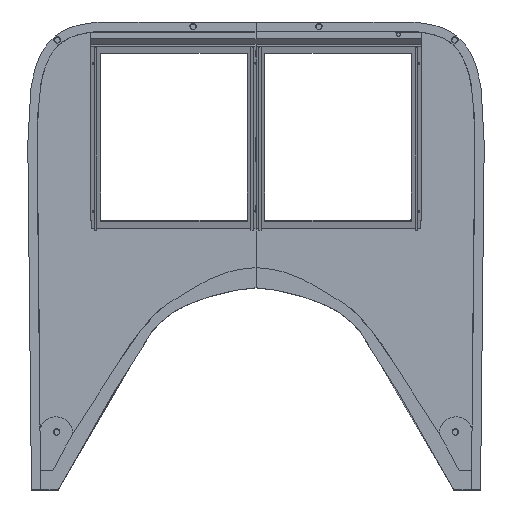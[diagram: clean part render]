
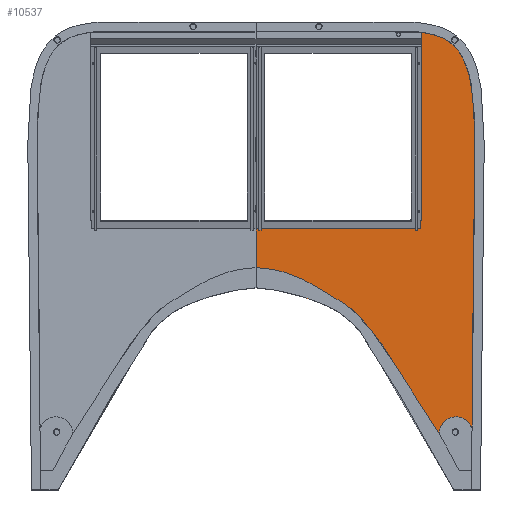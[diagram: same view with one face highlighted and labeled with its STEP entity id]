
A CAD part, top view. The second image highlights one B-rep face of the part: STEP entity #10537.
In plain terms, the highlighted planar face has unit normal (0, 0, 1).
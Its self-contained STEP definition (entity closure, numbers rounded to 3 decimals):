
#61=(
BOUNDED_CURVE()
B_SPLINE_CURVE(5,(#18347,#18348,#18349,#18350,#18351,#18352,#18353,#18354,
#18355,#18356,#18357,#18358,#18359,#18360,#18361,#18362,#18363,#18364,#18365,
#18366),.UNSPECIFIED.,.F.,.F.)
B_SPLINE_CURVE_WITH_KNOTS((6,1,1,1,1,1,1,1,1,1,1,1,1,1,1,6),(-1.,-0.933,
-0.867,-0.8,-0.733,-0.667,-0.6,-0.533,
-0.467,-0.4,-0.333,-0.267,-0.2,-0.133,
-0.067,0.),.UNSPECIFIED.)
CURVE()
GEOMETRIC_REPRESENTATION_ITEM()
RATIONAL_B_SPLINE_CURVE((1.,1.,1.,1.,1.,1.,1.,1.,1.,1.,1.,1.,1.,1.,1.,1.,
1.,1.,1.,1.))
REPRESENTATION_ITEM('')
);
#423=B_SPLINE_CURVE_WITH_KNOTS('',3,(#18194,#18195,#18196,#18197,#18198,
#18199,#18200,#18201,#18202,#18203,#18204,#18205,#18206,#18207,#18208,#18209,
#18210,#18211,#18212,#18213,#18214,#18215,#18216,#18217,#18218,#18219,#18220,
#18221,#18222,#18223,#18224,#18225,#18226,#18227,#18228,#18229,#18230,#18231,
#18232,#18233,#18234,#18235,#18236,#18237,#18238,#18239,#18240,#18241,#18242,
#18243,#18244,#18245),.UNSPECIFIED.,.F.,.F.,(4,3,3,3,3,3,3,3,3,3,3,3,3,
3,3,3,3,4),(0.,5.521,10.544,14.722,16.176,
17.543,18.251,22.132,26.767,28.391,
34.394,36.883,42.168,42.951,48.345,
53.358,55.206,61.308),.UNSPECIFIED.);
#1234=LINE('',#18102,#1942);
#1238=LINE('',#18339,#1946);
#1239=LINE('',#18341,#1947);
#1240=LINE('',#18343,#1948);
#1241=LINE('',#18345,#1949);
#1242=LINE('',#18368,#1950);
#1243=LINE('',#18369,#1951);
#1942=VECTOR('',#11990,10.);
#1946=VECTOR('',#11996,10.);
#1947=VECTOR('',#11997,10.);
#1948=VECTOR('',#11998,10.);
#1949=VECTOR('',#11999,10.);
#1950=VECTOR('',#12000,10.);
#1951=VECTOR('',#12001,10.);
#2922=FACE_OUTER_BOUND('',#3518,.T.);
#3518=EDGE_LOOP('',(#7485,#7486,#7487,#7488,#7489,#7490,#7491,#7492,#7493));
#4370=VERTEX_POINT('',#18099);
#4371=VERTEX_POINT('',#18101);
#4372=VERTEX_POINT('',#18193);
#4384=VERTEX_POINT('',#18338);
#4385=VERTEX_POINT('',#18340);
#4386=VERTEX_POINT('',#18342);
#4387=VERTEX_POINT('',#18344);
#4388=VERTEX_POINT('',#18346);
#4389=VERTEX_POINT('',#18367);
#5590=EDGE_CURVE('',#4371,#4370,#1234,.T.);
#5592=EDGE_CURVE('',#4372,#4371,#423,.T.);
#5605=EDGE_CURVE('',#4370,#4384,#1238,.T.);
#5606=EDGE_CURVE('',#4384,#4385,#1239,.T.);
#5607=EDGE_CURVE('',#4385,#4386,#1240,.T.);
#5608=EDGE_CURVE('',#4386,#4387,#1241,.T.);
#5609=EDGE_CURVE('',#4387,#4388,#61,.T.);
#5610=EDGE_CURVE('',#4388,#4389,#1242,.T.);
#5611=EDGE_CURVE('',#4389,#4372,#1243,.T.);
#7485=ORIENTED_EDGE('',*,*,#5590,.T.);
#7486=ORIENTED_EDGE('',*,*,#5605,.T.);
#7487=ORIENTED_EDGE('',*,*,#5606,.T.);
#7488=ORIENTED_EDGE('',*,*,#5607,.T.);
#7489=ORIENTED_EDGE('',*,*,#5608,.T.);
#7490=ORIENTED_EDGE('',*,*,#5609,.T.);
#7491=ORIENTED_EDGE('',*,*,#5610,.T.);
#7492=ORIENTED_EDGE('',*,*,#5611,.T.);
#7493=ORIENTED_EDGE('',*,*,#5592,.T.);
#10260=PLANE('',#11172);
#10537=ADVANCED_FACE('',(#2922),#10260,.T.);
#11172=AXIS2_PLACEMENT_3D('',#18337,#11994,#11995);
#11990=DIRECTION('',(0.,-1.,0.));
#11994=DIRECTION('center_axis',(0.,0.,1.));
#11995=DIRECTION('ref_axis',(1.,0.,0.));
#11996=DIRECTION('',(-1.,0.,0.));
#11997=DIRECTION('',(0.,-1.,0.));
#11998=DIRECTION('',(-1.,0.,0.));
#11999=DIRECTION('',(0.,-1.,0.));
#12000=DIRECTION('',(1.,0.,0.));
#12001=DIRECTION('',(0.011,1.,0.));
#18099=CARTESIAN_POINT('',(73.1,-31.357,2.));
#18101=CARTESIAN_POINT('',(73.1,52.06,2.));
#18102=CARTESIAN_POINT('',(73.1,-19.908,2.));
#18193=CARTESIAN_POINT('',(95.33,-141.583,2.));
#18194=CARTESIAN_POINT('Ctrl Pts',(95.33,-141.583,2.));
#18195=CARTESIAN_POINT('Ctrl Pts',(95.527,-123.181,2.));
#18196=CARTESIAN_POINT('Ctrl Pts',(95.667,-107.109,2.));
#18197=CARTESIAN_POINT('Ctrl Pts',(95.783,-92.683,2.));
#18198=CARTESIAN_POINT('Ctrl Pts',(95.889,-79.557,2.));
#18199=CARTESIAN_POINT('Ctrl Pts',(95.973,-67.794,2.));
#18200=CARTESIAN_POINT('Ctrl Pts',(96.067,-56.875,2.));
#18201=CARTESIAN_POINT('Ctrl Pts',(96.145,-47.793,2.));
#18202=CARTESIAN_POINT('Ctrl Pts',(96.23,-39.296,2.));
#18203=CARTESIAN_POINT('Ctrl Pts',(96.346,-31.086,2.));
#18204=CARTESIAN_POINT('Ctrl Pts',(96.386,-28.229,2.));
#18205=CARTESIAN_POINT('Ctrl Pts',(96.43,-25.407,2.));
#18206=CARTESIAN_POINT('Ctrl Pts',(96.477,-22.607,2.));
#18207=CARTESIAN_POINT('Ctrl Pts',(96.521,-19.975,2.));
#18208=CARTESIAN_POINT('Ctrl Pts',(96.566,-17.449,2.));
#18209=CARTESIAN_POINT('Ctrl Pts',(96.61,-15.048,2.));
#18210=CARTESIAN_POINT('Ctrl Pts',(96.632,-13.805,2.));
#18211=CARTESIAN_POINT('Ctrl Pts',(96.654,-12.593,2.));
#18212=CARTESIAN_POINT('Ctrl Pts',(96.675,-11.409,2.));
#18213=CARTESIAN_POINT('Ctrl Pts',(96.792,-4.918,2.));
#18214=CARTESIAN_POINT('Ctrl Pts',(96.879,0.702,2.));
#18215=CARTESIAN_POINT('Ctrl Pts',(96.852,5.729,2.));
#18216=CARTESIAN_POINT('Ctrl Pts',(96.82,11.734,2.));
#18217=CARTESIAN_POINT('Ctrl Pts',(96.632,16.894,2.));
#18218=CARTESIAN_POINT('Ctrl Pts',(96.17,21.685,2.));
#18219=CARTESIAN_POINT('Ctrl Pts',(96.009,23.364,2.));
#18220=CARTESIAN_POINT('Ctrl Pts',(95.812,24.965,2.));
#18221=CARTESIAN_POINT('Ctrl Pts',(95.597,26.415,2.));
#18222=CARTESIAN_POINT('Ctrl Pts',(94.801,31.775,2.));
#18223=CARTESIAN_POINT('Ctrl Pts',(93.724,35.429,2.));
#18224=CARTESIAN_POINT('Ctrl Pts',(92.673,38.056,2.));
#18225=CARTESIAN_POINT('Ctrl Pts',(92.237,39.145,2.));
#18226=CARTESIAN_POINT('Ctrl Pts',(91.81,40.059,2.));
#18227=CARTESIAN_POINT('Ctrl Pts',(91.339,40.944,2.));
#18228=CARTESIAN_POINT('Ctrl Pts',(90.339,42.821,2.));
#18229=CARTESIAN_POINT('Ctrl Pts',(89.196,44.407,2.));
#18230=CARTESIAN_POINT('Ctrl Pts',(87.898,45.74,2.));
#18231=CARTESIAN_POINT('Ctrl Pts',(87.706,45.937,2.));
#18232=CARTESIAN_POINT('Ctrl Pts',(87.51,46.13,2.));
#18233=CARTESIAN_POINT('Ctrl Pts',(87.312,46.315,2.));
#18234=CARTESIAN_POINT('Ctrl Pts',(85.949,47.591,2.));
#18235=CARTESIAN_POINT('Ctrl Pts',(84.523,48.524,2.));
#18236=CARTESIAN_POINT('Ctrl Pts',(83.159,49.225,2.));
#18237=CARTESIAN_POINT('Ctrl Pts',(81.891,49.877,2.));
#18238=CARTESIAN_POINT('Ctrl Pts',(80.714,50.329,2.));
#18239=CARTESIAN_POINT('Ctrl Pts',(79.445,50.726,2.));
#18240=CARTESIAN_POINT('Ctrl Pts',(78.978,50.872,2.));
#18241=CARTESIAN_POINT('Ctrl Pts',(78.503,51.007,2.));
#18242=CARTESIAN_POINT('Ctrl Pts',(78.023,51.132,2.));
#18243=CARTESIAN_POINT('Ctrl Pts',(76.437,51.544,2.));
#18244=CARTESIAN_POINT('Ctrl Pts',(74.784,51.839,2.));
#18245=CARTESIAN_POINT('Ctrl Pts',(73.1,52.06,2.));
#18337=CARTESIAN_POINT('Origin',(51.801,-45.159,2.));
#18338=CARTESIAN_POINT('',(72.6,-31.357,2.));
#18339=CARTESIAN_POINT('',(62.2,-31.357,2.));
#18340=CARTESIAN_POINT('',(72.6,-34.914,2.));
#18341=CARTESIAN_POINT('',(72.6,3.789,2.));
#18342=CARTESIAN_POINT('',(0.,-34.914,2.));
#18343=CARTESIAN_POINT('',(62.2,-34.914,2.));
#18344=CARTESIAN_POINT('',(0.,-61.,2.));
#18345=CARTESIAN_POINT('',(0.,56.265,2.));
#18346=CARTESIAN_POINT('',(87.363,-150.324,2.));
#18347=CARTESIAN_POINT('Ctrl Pts',(0.,-61.,2.));
#18348=CARTESIAN_POINT('Ctrl Pts',(0.826,-61.,
2.));
#18349=CARTESIAN_POINT('Ctrl Pts',(2.666,-61.081,2.));
#18350=CARTESIAN_POINT('Ctrl Pts',(5.986,-61.445,2.));
#18351=CARTESIAN_POINT('Ctrl Pts',(11.386,-62.39,2.));
#18352=CARTESIAN_POINT('Ctrl Pts',(18.944,-64.217,2.));
#18353=CARTESIAN_POINT('Ctrl Pts',(26.391,-66.571,2.));
#18354=CARTESIAN_POINT('Ctrl Pts',(32.988,-69.401,2.));
#18355=CARTESIAN_POINT('Ctrl Pts',(38.528,-72.783,2.));
#18356=CARTESIAN_POINT('Ctrl Pts',(43.202,-76.887,2.));
#18357=CARTESIAN_POINT('Ctrl Pts',(47.403,-81.913,2.));
#18358=CARTESIAN_POINT('Ctrl Pts',(51.578,-88.04,2.));
#18359=CARTESIAN_POINT('Ctrl Pts',(56.043,-95.367,2.));
#18360=CARTESIAN_POINT('Ctrl Pts',(60.997,-103.924,2.));
#18361=CARTESIAN_POINT('Ctrl Pts',(66.555,-113.702,2.));
#18362=CARTESIAN_POINT('Ctrl Pts',(72.769,-124.671,2.));
#18363=CARTESIAN_POINT('Ctrl Pts',(78.275,-134.371,2.));
#18364=CARTESIAN_POINT('Ctrl Pts',(82.703,-142.152,2.));
#18365=CARTESIAN_POINT('Ctrl Pts',(85.788,-147.563,2.));
#18366=CARTESIAN_POINT('Ctrl Pts',(87.363,-150.324,2.));
#18367=CARTESIAN_POINT('',(95.236,-150.324,2.));
#18368=CARTESIAN_POINT('',(87.363,-150.324,2.));
#18369=CARTESIAN_POINT('',(95.843,-93.609,2.));
